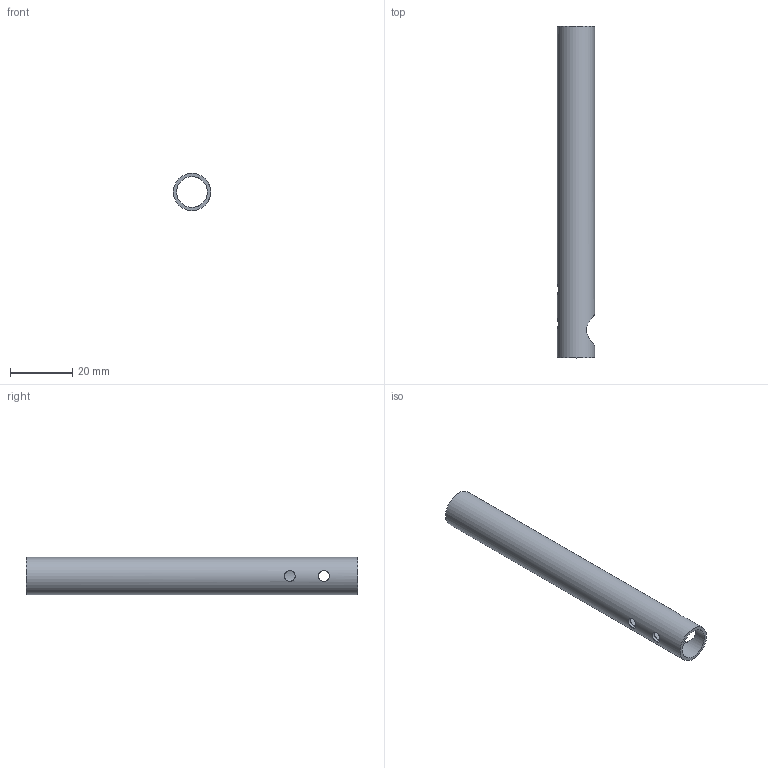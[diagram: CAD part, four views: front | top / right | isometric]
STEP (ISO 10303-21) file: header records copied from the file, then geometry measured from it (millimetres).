
FILE_DESCRIPTION(/* description */ (''),/* implementation_level */ '2;1');
FILE_NAME(/* name */ 'Axis1tube.step',/* time_stamp */ '2019-01-30T22:17:42+01:00',/* author */ (''),/* organization */ (''),/* preprocessor_version */ 'ST-DEVELOPER v17.2',/* originating_system */ 'Autodesk Translation Framework v7.6.0.251',/* authorisation */ '');
FILE_SCHEMA (('AUTOMOTIVE_DESIGN { 1 0 10303 214 3 1 1 }'));
Length unit declared in the file: millimetre
Products named in the file (1): Axis1tube
Bounding box: 12 x 107 x 12 mm (x, y, z)
Volume: 3581.8 mm3; surface area: 7300.2 mm2
Topology: 1 solids, 1 shells, 8 faces, 24 edges, 16 vertices
Faces by surface type: cylinder 5, plane 2, cone 1
Full cylindrical faces by diameter (mm): 3.5 x2, 10 x2, 12 x1
Entity records: 487 total; most frequent: CARTESIAN_POINT 224, ORIENTED_EDGE 48, DIRECTION 44, EDGE_CURVE 24, AXIS2_PLACEMENT_3D 18, VERTEX_POINT 16, EDGE_LOOP 14, FACE_OUTER_BOUND 8
